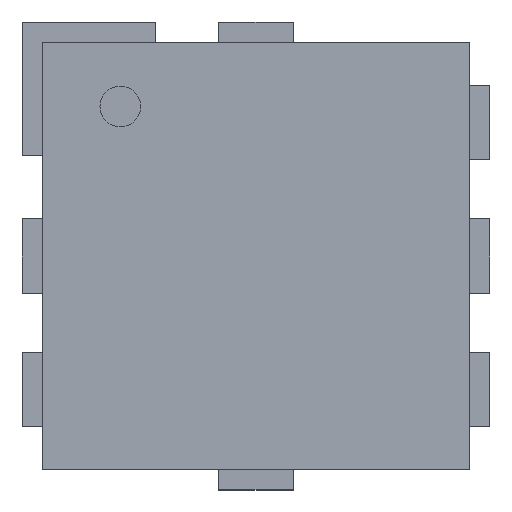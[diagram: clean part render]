
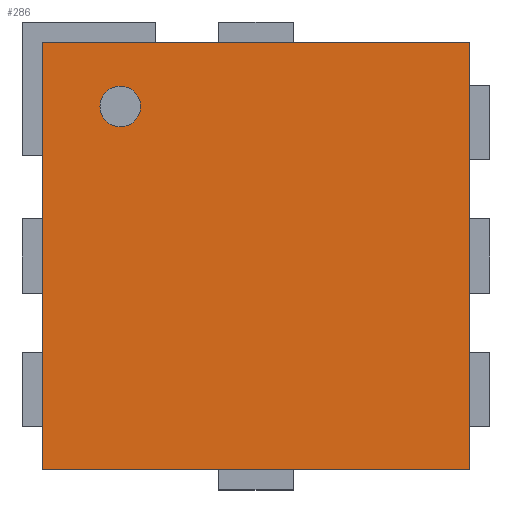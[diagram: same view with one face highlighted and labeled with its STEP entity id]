
A CAD part, top view. The second image highlights one B-rep face of the part: STEP entity #286.
In plain terms, the highlighted planar face has unit normal (0, 0, 1).
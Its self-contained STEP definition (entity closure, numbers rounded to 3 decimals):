
#286=ADVANCED_FACE('',(#476,#477),#380,.T.);
#380=PLANE('',#1926);
#472=CIRCLE('',#1924,0.076);
#473=CIRCLE('',#1925,0.076);
#476=FACE_BOUND('',#497,.T.);
#477=FACE_BOUND('',#498,.T.);
#497=EDGE_LOOP('',(#605,#606,#607,#608));
#498=EDGE_LOOP('',(#609,#610));
#605=ORIENTED_EDGE('',*,*,#1229,.T.);
#606=ORIENTED_EDGE('',*,*,#1230,.T.);
#607=ORIENTED_EDGE('',*,*,#1231,.T.);
#608=ORIENTED_EDGE('',*,*,#1232,.T.);
#609=ORIENTED_EDGE('',*,*,#1233,.F.);
#610=ORIENTED_EDGE('',*,*,#1234,.F.);
#1073=VERTEX_POINT('',#2452);
#1074=VERTEX_POINT('',#2453);
#1075=VERTEX_POINT('',#2455);
#1076=VERTEX_POINT('',#2457);
#1077=VERTEX_POINT('',#2460);
#1078=VERTEX_POINT('',#2461);
#1229=EDGE_CURVE('',#1073,#1074,#1463,.T.);
#1230=EDGE_CURVE('',#1074,#1075,#1464,.T.);
#1231=EDGE_CURVE('',#1075,#1076,#1465,.T.);
#1232=EDGE_CURVE('',#1076,#1073,#1466,.T.);
#1233=EDGE_CURVE('',#1077,#1078,#472,.T.);
#1234=EDGE_CURVE('',#1078,#1077,#473,.T.);
#1463=LINE('',#2451,#1693);
#1464=LINE('',#2454,#1694);
#1465=LINE('',#2456,#1695);
#1466=LINE('',#2458,#1696);
#1693=VECTOR('',#2024,1.);
#1694=VECTOR('',#2025,1.);
#1695=VECTOR('',#2026,1.);
#1696=VECTOR('',#2027,1.);
#1924=AXIS2_PLACEMENT_3D('',#2459,#2028,#2029);
#1925=AXIS2_PLACEMENT_3D('',#2462,#2030,#2031);
#1926=AXIS2_PLACEMENT_3D('',#2463,#2032,#2033);
#2024=DIRECTION('',(1.,0.,0.));
#2025=DIRECTION('',(0.,1.,0.));
#2026=DIRECTION('',(-1.,0.,0.));
#2027=DIRECTION('',(0.,-1.,0.));
#2028=DIRECTION('',(0.,0.,1.));
#2029=DIRECTION('',(-1.,0.,0.));
#2030=DIRECTION('',(0.,0.,1.));
#2031=DIRECTION('',(1.,0.,0.));
#2032=DIRECTION('',(0.,0.,1.));
#2033=DIRECTION('',(-1.,0.,0.));
#2451=CARTESIAN_POINT('',(-0.8,-0.8,0.626));
#2452=CARTESIAN_POINT('',(-0.8,-0.8,0.626));
#2453=CARTESIAN_POINT('',(0.8,-0.8,0.626));
#2454=CARTESIAN_POINT('',(0.8,-0.8,0.626));
#2455=CARTESIAN_POINT('',(0.8,0.8,0.626));
#2456=CARTESIAN_POINT('',(0.8,0.8,0.626));
#2457=CARTESIAN_POINT('',(-0.8,0.8,0.626));
#2458=CARTESIAN_POINT('',(-0.8,0.8,0.626));
#2459=CARTESIAN_POINT('',(-0.508,0.559,0.626));
#2460=CARTESIAN_POINT('',(-0.584,0.559,0.626));
#2461=CARTESIAN_POINT('',(-0.432,0.559,0.626));
#2462=CARTESIAN_POINT('',(-0.508,0.559,0.626));
#2463=CARTESIAN_POINT('',(0.,0.,0.626));
